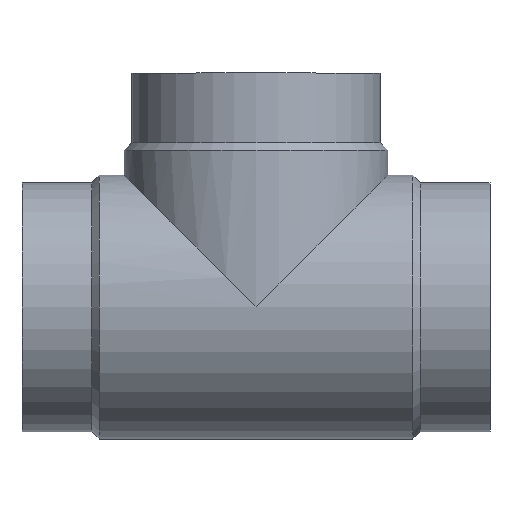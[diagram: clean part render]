
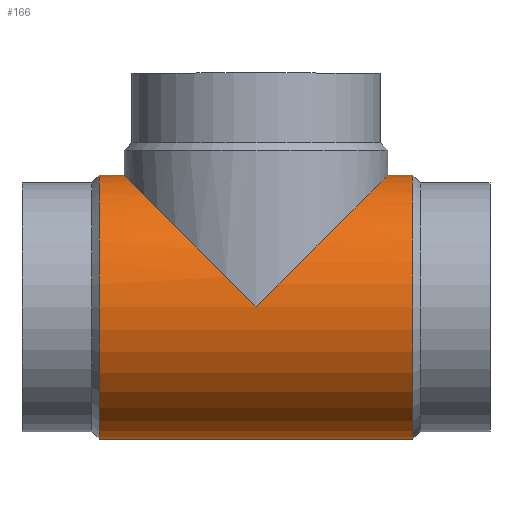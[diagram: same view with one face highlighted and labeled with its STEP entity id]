
A CAD part, top view. The second image highlights one B-rep face of the part: STEP entity #166.
In plain terms, the highlighted cylindrical face has radius 132.4 mm (diameter 264.8 mm), a partial arc.
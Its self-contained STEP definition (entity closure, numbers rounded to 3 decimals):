
#144 = VERTEX_POINT( '', #387 );
#148 = VERTEX_POINT( '', #391 );
#166 = ADVANCED_FACE( '', ( #412 ), #413, .T. );
#174 = EDGE_CURVE( '', #344, #268, #422, .T. );
#176 = EDGE_CURVE( '', #148, #144, #424, .T. );
#194 = EDGE_CURVE( '', #344, #238, #444, .T. );
#220 = EDGE_CURVE( '', #238, #148, #473, .T. );
#226 = EDGE_CURVE( '', #354, #268, #479, .T. );
#238 = VERTEX_POINT( '', #493 );
#268 = VERTEX_POINT( '', #526 );
#280 = EDGE_CURVE( '', #324, #354, #539, .T. );
#318 = EDGE_CURVE( '', #144, #324, #580, .T. );
#324 = VERTEX_POINT( '', #586 );
#344 = VERTEX_POINT( '', #611 );
#354 = VERTEX_POINT( '', #621 );
#387 = CARTESIAN_POINT( '', ( -102.6, 132.4, 0. ) );
#391 = CARTESIAN_POINT( '', ( -77.4, 132.4, 0. ) );
#412 = FACE_OUTER_BOUND( '', #678, .T. );
#413 = CYLINDRICAL_SURFACE( '', #679, 132.4 );
#422 = CIRCLE( '', #692, 132.4 );
#424 = LINE( '', #695, #696 );
#444 = LINE( '', #723, #724 );
#473 = CIRCLE( '', #761, 132.4 );
#479 = LINE( '', #770, #771 );
#493 = CARTESIAN_POINT( '', ( -77.4, -132.4, 0. ) );
#526 = CARTESIAN_POINT( '', ( -392.6, 132.4, 0. ) );
#539 = ELLIPSE( '', #844, 187.242, 132.4 );
#580 = ELLIPSE( '', #903, 187.242, 132.4 );
#586 = CARTESIAN_POINT( '', ( -235., 0., 132.4 ) );
#611 = CARTESIAN_POINT( '', ( -392.6, -132.4, 0. ) );
#621 = CARTESIAN_POINT( '', ( -367.4, 132.4, 0. ) );
#678 = EDGE_LOOP( '', ( #1025, #1026, #1027, #1028, #1029, #1030, #1031 ) );
#679 = AXIS2_PLACEMENT_3D( '', #1032, #1033, #1034 );
#692 = AXIS2_PLACEMENT_3D( '', #1049, #1050, #1051 );
#695 = CARTESIAN_POINT( '', ( -235., 132.4, 0. ) );
#696 = VECTOR( '', #1052, 1. );
#723 = CARTESIAN_POINT( '', ( -235., -132.4, 0. ) );
#724 = VECTOR( '', #1085, 1. );
#761 = AXIS2_PLACEMENT_3D( '', #1120, #1121, #1122 );
#770 = CARTESIAN_POINT( '', ( -235., 132.4, 0. ) );
#771 = VECTOR( '', #1124, 1. );
#844 = AXIS2_PLACEMENT_3D( '', #1192, #1193, #1194 );
#903 = AXIS2_PLACEMENT_3D( '', #1233, #1234, #1235 );
#1025 = ORIENTED_EDGE( '', *, *, #176, .T. );
#1026 = ORIENTED_EDGE( '', *, *, #318, .T. );
#1027 = ORIENTED_EDGE( '', *, *, #280, .T. );
#1028 = ORIENTED_EDGE( '', *, *, #226, .T. );
#1029 = ORIENTED_EDGE( '', *, *, #174, .F. );
#1030 = ORIENTED_EDGE( '', *, *, #194, .T. );
#1031 = ORIENTED_EDGE( '', *, *, #220, .T. );
#1032 = CARTESIAN_POINT( '', ( -235., 0., 0. ) );
#1033 = DIRECTION( '', ( 1., 0., 0. ) );
#1034 = DIRECTION( '', ( 0., 1., 0. ) );
#1049 = CARTESIAN_POINT( '', ( -392.6, 0., 0. ) );
#1050 = DIRECTION( '', ( -1., 0., 0. ) );
#1051 = DIRECTION( '', ( 0., 1., 0. ) );
#1052 = DIRECTION( '', ( -1., 0., 0. ) );
#1085 = DIRECTION( '', ( 1., 0., 0. ) );
#1120 = CARTESIAN_POINT( '', ( -77.4, 0., 0. ) );
#1121 = DIRECTION( '', ( -1., 0., 0. ) );
#1122 = DIRECTION( '', ( 0., 1., 0. ) );
#1124 = DIRECTION( '', ( -1., 0., 0. ) );
#1192 = CARTESIAN_POINT( '', ( -235., 0., 0. ) );
#1193 = DIRECTION( '', ( -0.707, -0.707, 0. ) );
#1194 = DIRECTION( '', ( 0.707, -0.707, 0. ) );
#1233 = CARTESIAN_POINT( '', ( -235., 0., 0. ) );
#1234 = DIRECTION( '', ( 0.707, -0.707, 0. ) );
#1235 = DIRECTION( '', ( 0.707, 0.707, 0. ) );
